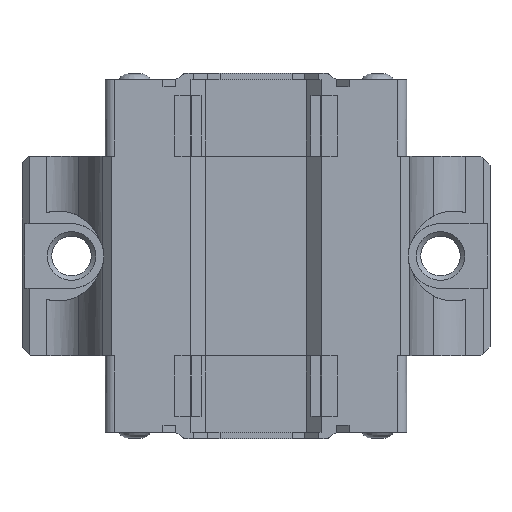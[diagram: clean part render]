
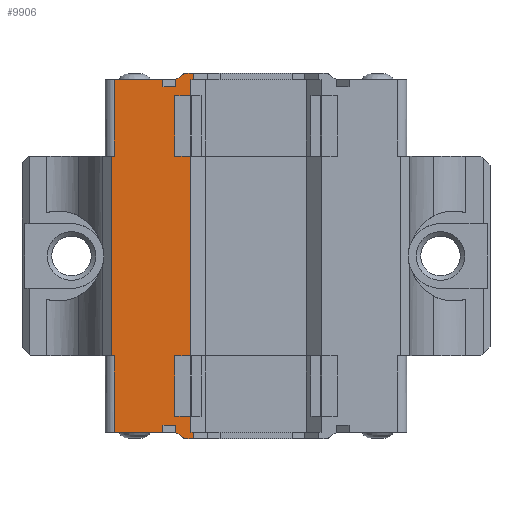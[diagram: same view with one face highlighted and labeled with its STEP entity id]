
A CAD part, front view. The second image highlights one B-rep face of the part: STEP entity #9906.
In plain terms, the highlighted planar face has unit normal (0, -1, 0).
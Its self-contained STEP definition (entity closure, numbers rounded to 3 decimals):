
#360=PLANE('',#10533);
#750=FACE_OUTER_BOUND('',#1303,.T.);
#1303=EDGE_LOOP('',(#7042,#7043,#7044,#7045,#7046,#7047,#7048,#7049,#7050,
#7051,#7052,#7053,#7054,#7055,#7056,#7057,#7058,#7059,#7060,#7061,#7062,
#7063,#7064,#7065,#7066,#7067,#7068,#7069,#7070,#7071));
#1839=LINE('',#14334,#2889);
#1852=LINE('',#14367,#2902);
#1917=LINE('',#14533,#2967);
#1923=LINE('',#14546,#2973);
#1933=LINE('',#14578,#2983);
#1934=LINE('',#14580,#2984);
#1935=LINE('',#14582,#2985);
#1936=LINE('',#14584,#2986);
#1937=LINE('',#14586,#2987);
#1938=LINE('',#14588,#2988);
#1939=LINE('',#14590,#2989);
#1940=LINE('',#14592,#2990);
#1941=LINE('',#14594,#2991);
#1942=LINE('',#14596,#2992);
#1943=LINE('',#14598,#2993);
#1944=LINE('',#14600,#2994);
#1945=LINE('',#14602,#2995);
#1946=LINE('',#14604,#2996);
#1947=LINE('',#14606,#2997);
#1948=LINE('',#14608,#2998);
#1949=LINE('',#14610,#2999);
#1950=LINE('',#14612,#3000);
#1951=LINE('',#14614,#3001);
#1952=LINE('',#14616,#3002);
#1953=LINE('',#14618,#3003);
#1954=LINE('',#14620,#3004);
#1955=LINE('',#14622,#3005);
#1956=LINE('',#14624,#3006);
#1957=LINE('',#14626,#3007);
#1958=LINE('',#14627,#3008);
#2889=VECTOR('',#11450,10.);
#2902=VECTOR('',#11475,10.);
#2967=VECTOR('',#11658,10.);
#2973=VECTOR('',#11668,10.);
#2983=VECTOR('',#11694,10.);
#2984=VECTOR('',#11695,10.);
#2985=VECTOR('',#11696,10.);
#2986=VECTOR('',#11697,10.);
#2987=VECTOR('',#11698,10.);
#2988=VECTOR('',#11699,10.);
#2989=VECTOR('',#11700,10.);
#2990=VECTOR('',#11701,10.);
#2991=VECTOR('',#11702,10.);
#2992=VECTOR('',#11703,10.);
#2993=VECTOR('',#11704,10.);
#2994=VECTOR('',#11705,10.);
#2995=VECTOR('',#11706,10.);
#2996=VECTOR('',#11707,10.);
#2997=VECTOR('',#11708,10.);
#2998=VECTOR('',#11709,10.);
#2999=VECTOR('',#11710,10.);
#3000=VECTOR('',#11711,10.);
#3001=VECTOR('',#11712,10.);
#3002=VECTOR('',#11713,10.);
#3003=VECTOR('',#11714,10.);
#3004=VECTOR('',#11715,10.);
#3005=VECTOR('',#11716,10.);
#3006=VECTOR('',#11717,10.);
#3007=VECTOR('',#11718,10.);
#3008=VECTOR('',#11719,10.);
#4331=VERTEX_POINT('',#14331);
#4332=VERTEX_POINT('',#14333);
#4346=VERTEX_POINT('',#14364);
#4388=VERTEX_POINT('',#14531);
#4393=VERTEX_POINT('',#14545);
#4407=VERTEX_POINT('',#14577);
#4408=VERTEX_POINT('',#14579);
#4409=VERTEX_POINT('',#14581);
#4410=VERTEX_POINT('',#14583);
#4411=VERTEX_POINT('',#14585);
#4412=VERTEX_POINT('',#14587);
#4413=VERTEX_POINT('',#14589);
#4414=VERTEX_POINT('',#14591);
#4415=VERTEX_POINT('',#14593);
#4416=VERTEX_POINT('',#14595);
#4417=VERTEX_POINT('',#14597);
#4418=VERTEX_POINT('',#14599);
#4419=VERTEX_POINT('',#14601);
#4420=VERTEX_POINT('',#14603);
#4421=VERTEX_POINT('',#14605);
#4422=VERTEX_POINT('',#14607);
#4423=VERTEX_POINT('',#14609);
#4424=VERTEX_POINT('',#14611);
#4425=VERTEX_POINT('',#14613);
#4426=VERTEX_POINT('',#14615);
#4427=VERTEX_POINT('',#14617);
#4428=VERTEX_POINT('',#14619);
#4429=VERTEX_POINT('',#14621);
#4430=VERTEX_POINT('',#14623);
#4431=VERTEX_POINT('',#14625);
#5305=EDGE_CURVE('',#4332,#4331,#1839,.T.);
#5322=EDGE_CURVE('',#4346,#4332,#1852,.T.);
#5405=EDGE_CURVE('',#4331,#4388,#1917,.T.);
#5411=EDGE_CURVE('',#4346,#4393,#1923,.T.);
#5427=EDGE_CURVE('',#4407,#4388,#1933,.T.);
#5428=EDGE_CURVE('',#4407,#4408,#1934,.T.);
#5429=EDGE_CURVE('',#4408,#4409,#1935,.T.);
#5430=EDGE_CURVE('',#4410,#4409,#1936,.T.);
#5431=EDGE_CURVE('',#4411,#4410,#1937,.T.);
#5432=EDGE_CURVE('',#4411,#4412,#1938,.T.);
#5433=EDGE_CURVE('',#4412,#4413,#1939,.T.);
#5434=EDGE_CURVE('',#4413,#4414,#1940,.T.);
#5435=EDGE_CURVE('',#4414,#4415,#1941,.T.);
#5436=EDGE_CURVE('',#4415,#4416,#1942,.T.);
#5437=EDGE_CURVE('',#4416,#4417,#1943,.T.);
#5438=EDGE_CURVE('',#4417,#4418,#1944,.T.);
#5439=EDGE_CURVE('',#4418,#4419,#1945,.T.);
#5440=EDGE_CURVE('',#4419,#4420,#1946,.T.);
#5441=EDGE_CURVE('',#4420,#4421,#1947,.T.);
#5442=EDGE_CURVE('',#4422,#4421,#1948,.T.);
#5443=EDGE_CURVE('',#4423,#4422,#1949,.T.);
#5444=EDGE_CURVE('',#4423,#4424,#1950,.T.);
#5445=EDGE_CURVE('',#4424,#4425,#1951,.T.);
#5446=EDGE_CURVE('',#4425,#4426,#1952,.T.);
#5447=EDGE_CURVE('',#4427,#4426,#1953,.T.);
#5448=EDGE_CURVE('',#4428,#4427,#1954,.T.);
#5449=EDGE_CURVE('',#4429,#4428,#1955,.T.);
#5450=EDGE_CURVE('',#4430,#4429,#1956,.T.);
#5451=EDGE_CURVE('',#4431,#4430,#1957,.T.);
#5452=EDGE_CURVE('',#4431,#4393,#1958,.T.);
#7042=ORIENTED_EDGE('',*,*,#5322,.T.);
#7043=ORIENTED_EDGE('',*,*,#5305,.T.);
#7044=ORIENTED_EDGE('',*,*,#5405,.T.);
#7045=ORIENTED_EDGE('',*,*,#5427,.F.);
#7046=ORIENTED_EDGE('',*,*,#5428,.T.);
#7047=ORIENTED_EDGE('',*,*,#5429,.T.);
#7048=ORIENTED_EDGE('',*,*,#5430,.F.);
#7049=ORIENTED_EDGE('',*,*,#5431,.F.);
#7050=ORIENTED_EDGE('',*,*,#5432,.T.);
#7051=ORIENTED_EDGE('',*,*,#5433,.T.);
#7052=ORIENTED_EDGE('',*,*,#5434,.T.);
#7053=ORIENTED_EDGE('',*,*,#5435,.T.);
#7054=ORIENTED_EDGE('',*,*,#5436,.T.);
#7055=ORIENTED_EDGE('',*,*,#5437,.T.);
#7056=ORIENTED_EDGE('',*,*,#5438,.T.);
#7057=ORIENTED_EDGE('',*,*,#5439,.T.);
#7058=ORIENTED_EDGE('',*,*,#5440,.T.);
#7059=ORIENTED_EDGE('',*,*,#5441,.T.);
#7060=ORIENTED_EDGE('',*,*,#5442,.F.);
#7061=ORIENTED_EDGE('',*,*,#5443,.F.);
#7062=ORIENTED_EDGE('',*,*,#5444,.T.);
#7063=ORIENTED_EDGE('',*,*,#5445,.T.);
#7064=ORIENTED_EDGE('',*,*,#5446,.T.);
#7065=ORIENTED_EDGE('',*,*,#5447,.F.);
#7066=ORIENTED_EDGE('',*,*,#5448,.F.);
#7067=ORIENTED_EDGE('',*,*,#5449,.F.);
#7068=ORIENTED_EDGE('',*,*,#5450,.F.);
#7069=ORIENTED_EDGE('',*,*,#5451,.F.);
#7070=ORIENTED_EDGE('',*,*,#5452,.T.);
#7071=ORIENTED_EDGE('',*,*,#5411,.F.);
#9906=ADVANCED_FACE('',(#750),#360,.T.);
#10533=AXIS2_PLACEMENT_3D('',#14576,#11692,#11693);
#11450=DIRECTION('',(1.,0.,0.));
#11475=DIRECTION('',(0.,0.,1.));
#11658=DIRECTION('',(0.,0.,-1.));
#11668=DIRECTION('',(-1.,0.,0.));
#11692=DIRECTION('center_axis',(0.,-1.,0.));
#11693=DIRECTION('ref_axis',(1.,0.,0.));
#11694=DIRECTION('',(-0.816,0.,0.577));
#11695=DIRECTION('',(1.,0.,0.));
#11696=DIRECTION('',(0.,0.,1.));
#11697=DIRECTION('',(1.,0.,0.));
#11698=DIRECTION('',(0.,0.,-1.));
#11699=DIRECTION('',(-1.,0.,0.));
#11700=DIRECTION('',(0.,0.,1.));
#11701=DIRECTION('',(1.,0.,0.));
#11702=DIRECTION('',(0.,0.,1.));
#11703=DIRECTION('',(-1.,0.,0.));
#11704=DIRECTION('',(0.,0.,1.));
#11705=DIRECTION('',(1.,0.,0.));
#11706=DIRECTION('',(0.,0.,1.));
#11707=DIRECTION('',(1.,0.,0.));
#11708=DIRECTION('',(0.,0.,1.));
#11709=DIRECTION('',(1.,0.,0.));
#11710=DIRECTION('',(0.816,0.,0.577));
#11711=DIRECTION('',(0.,0.,-1.));
#11712=DIRECTION('',(-1.,0.,0.));
#11713=DIRECTION('',(0.,0.,1.));
#11714=DIRECTION('',(1.,0.,0.));
#11715=DIRECTION('',(0.,0.,1.));
#11716=DIRECTION('',(1.,0.,0.));
#11717=DIRECTION('',(0.,0.,1.));
#11718=DIRECTION('',(-1.,0.,0.));
#11719=DIRECTION('',(0.,0.,-1.));
#14331=CARTESIAN_POINT('',(-8.92,-15.2,-18.8));
#14333=CARTESIAN_POINT('',(-10.334,-15.2,-18.8));
#14334=CARTESIAN_POINT('',(-8.025,-15.2,-18.8));
#14364=CARTESIAN_POINT('',(-10.334,-15.2,-19.6));
#14367=CARTESIAN_POINT('',(-10.334,-15.2,-9.8));
#14531=CARTESIAN_POINT('',(-8.92,-15.2,-19.6));
#14533=CARTESIAN_POINT('',(-8.92,-15.2,-9.8));
#14545=CARTESIAN_POINT('',(-15.75,-15.2,-19.6));
#14546=CARTESIAN_POINT('',(-15.75,-15.2,-19.6));
#14576=CARTESIAN_POINT('Origin',(-16.05,-15.2,0.));
#14577=CARTESIAN_POINT('',(-7.93,-15.2,-20.3));
#14578=CARTESIAN_POINT('',(-7.93,-15.2,-20.3));
#14579=CARTESIAN_POINT('',(-6.94,-15.2,-20.3));
#14580=CARTESIAN_POINT('',(-7.93,-15.2,-20.3));
#14581=CARTESIAN_POINT('',(-6.94,-15.2,-19.6));
#14582=CARTESIAN_POINT('',(-6.94,-15.2,-20.3));
#14583=CARTESIAN_POINT('',(-7.26,-15.2,-19.6));
#14584=CARTESIAN_POINT('',(-8.92,-15.2,-19.6));
#14585=CARTESIAN_POINT('',(-7.26,-15.2,-17.8));
#14586=CARTESIAN_POINT('',(-7.26,-15.2,-11.1));
#14587=CARTESIAN_POINT('',(-9.03,-15.2,-17.8));
#14588=CARTESIAN_POINT('',(-8.025,-15.2,-17.8));
#14589=CARTESIAN_POINT('',(-9.03,-15.2,-11.1));
#14590=CARTESIAN_POINT('',(-9.03,-15.2,-5.55));
#14591=CARTESIAN_POINT('',(-7.29,-15.2,-11.1));
#14592=CARTESIAN_POINT('',(-8.025,-15.2,-11.1));
#14593=CARTESIAN_POINT('',(-7.29,-15.2,11.1));
#14594=CARTESIAN_POINT('',(-7.29,-15.2,0.));
#14595=CARTESIAN_POINT('',(-9.03,-15.2,11.1));
#14596=CARTESIAN_POINT('',(-8.025,-15.2,11.1));
#14597=CARTESIAN_POINT('',(-9.03,-15.2,17.8));
#14598=CARTESIAN_POINT('',(-9.03,-15.2,5.55));
#14599=CARTESIAN_POINT('',(-7.26,-15.2,17.8));
#14600=CARTESIAN_POINT('',(-8.025,-15.2,17.8));
#14601=CARTESIAN_POINT('',(-7.26,-15.2,19.6));
#14602=CARTESIAN_POINT('',(-7.26,-15.2,11.1));
#14603=CARTESIAN_POINT('',(-6.94,-15.2,19.6));
#14604=CARTESIAN_POINT('',(-8.92,-15.2,19.6));
#14605=CARTESIAN_POINT('',(-6.94,-15.2,20.3));
#14606=CARTESIAN_POINT('',(-6.94,-15.2,19.6));
#14607=CARTESIAN_POINT('',(-7.93,-15.2,20.3));
#14608=CARTESIAN_POINT('',(-7.93,-15.2,20.3));
#14609=CARTESIAN_POINT('',(-8.92,-15.2,19.6));
#14610=CARTESIAN_POINT('',(-8.92,-15.2,19.6));
#14611=CARTESIAN_POINT('',(-8.92,-15.2,18.8));
#14612=CARTESIAN_POINT('',(-8.92,-15.2,9.8));
#14613=CARTESIAN_POINT('',(-10.334,-15.2,18.8));
#14614=CARTESIAN_POINT('',(-8.025,-15.2,18.8));
#14615=CARTESIAN_POINT('',(-10.334,-15.2,19.6));
#14616=CARTESIAN_POINT('',(-10.334,-15.2,9.8));
#14617=CARTESIAN_POINT('',(-15.75,-15.2,19.6));
#14618=CARTESIAN_POINT('',(-15.75,-15.2,19.6));
#14619=CARTESIAN_POINT('',(-15.75,-15.2,11.1));
#14620=CARTESIAN_POINT('',(-15.75,-15.2,11.1));
#14621=CARTESIAN_POINT('',(-16.05,-15.2,11.1));
#14622=CARTESIAN_POINT('',(-16.05,-15.2,11.1));
#14623=CARTESIAN_POINT('',(-16.05,-15.2,-11.1));
#14624=CARTESIAN_POINT('',(-16.05,-15.2,0.));
#14625=CARTESIAN_POINT('',(-15.75,-15.2,-11.1));
#14626=CARTESIAN_POINT('',(-16.05,-15.2,-11.1));
#14627=CARTESIAN_POINT('',(-15.75,-15.2,-11.1));
